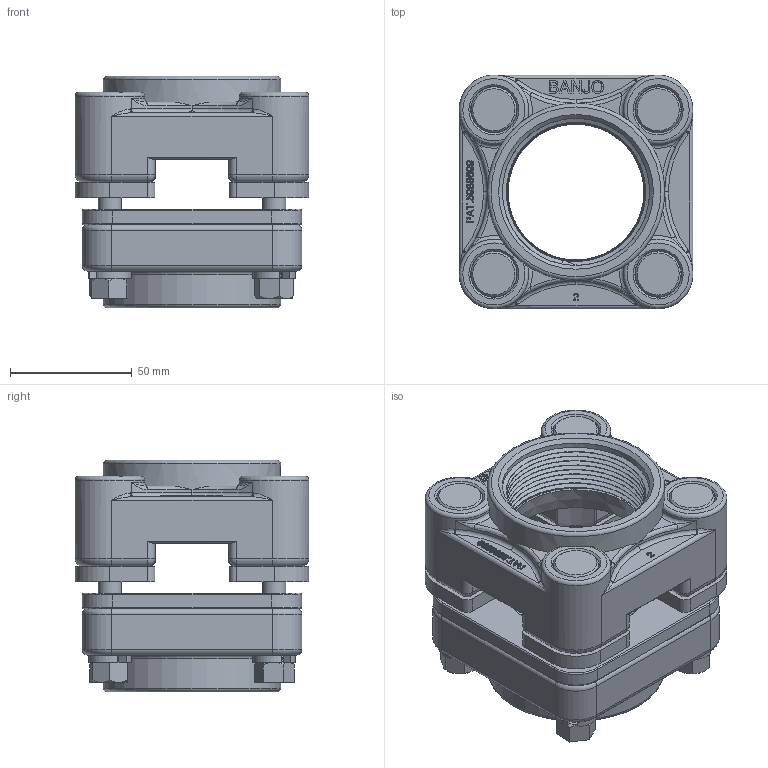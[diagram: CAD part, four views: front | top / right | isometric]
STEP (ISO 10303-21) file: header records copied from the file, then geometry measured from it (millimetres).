
FILE_DESCRIPTION(/* description */ ('2" B.F. GASKET'),/* implementation_level */ '2;1');
FILE_NAME(/* name */ 'BF200BD.stp',/* time_stamp */ '2016-06-30T14:08:14-04:00',/* author */ ('dkemp'),/* organization */ (''),/* preprocessor_version */ 'ST-DEVELOPER v16.1',/* originating_system */ 'Autodesk Inventor 2016',/* authorisation */ '');
FILE_SCHEMA (('AUTOMOTIVE_DESIGN { 1 0 10303 214 3 1 1 }'));
Length unit declared in the file: inch
Products named in the file (10): BF200GE; V20156; V20019; V20018; BF304A; BF304AT; BF306; BF200GFE; BF201BD; BF200BD
Assembly tree (24 placements, depth 3):
  BF200BD
    BF200GE
    V20156
    V20019  x4
    V20018  x4
    BF304AT  x4
      BF304A
    BF306  x4
    BF200GFE  x4
    BF201BD
Bounding box: 96.07 x 96.07 x 95.21 mm (x, y, z)
Volume: 390891.6 mm3; surface area: 120679.1 mm2
Topology: 23 solids, 23 shells, 1395 faces, 3402 edges, 2104 vertices
Faces by surface type: plane 419, cylinder 399, cone 309, bspline 181, torus 75, sphere 12
Full cylindrical faces by diameter (mm): 8.236 x60, 9.525 x60, 9.652 x4, 10.312 x4, 10.414 x4, 10.716 x4, 18.161 x4, 18.847 x8, 19.05 x4, 57.15 x1, 72.898 x2
Entity records: 31855 total; most frequent: CARTESIAN_POINT 13630, ORIENTED_EDGE 3840, DIRECTION 3300, EDGE_CURVE 1920, VERTEX_POINT 1263, AXIS2_PLACEMENT_3D 1203, EDGE_LOOP 997, LINE 894
